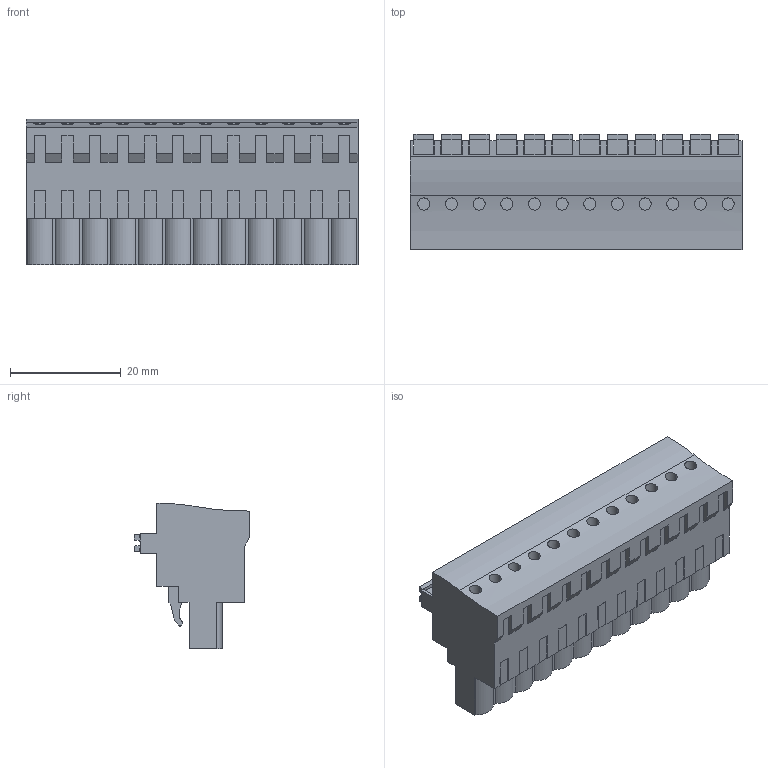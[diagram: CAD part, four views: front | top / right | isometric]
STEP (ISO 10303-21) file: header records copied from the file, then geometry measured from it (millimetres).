
FILE_DESCRIPTION(('CATIA V5 STEP Exchange','CAx-IF Rec.Pracs.--- Model Styling and Organization---1.2---2011-12-15'),'2;1');
FILE_NAME ('D1461069_0_1980270000_1980270000.stp','2017-09-23T15:04:59+00:00',('none'),('Weidmueller'),'CATIA Version 5-6 Release 2014','CATIA V5 STEP AP214','none');
FILE_SCHEMA(('AUTOMOTIVE_DESIGN { 1 0 10303 214 1 1 1 1 }'));
Length unit declared in the file: millimetre
Products named in the file (1): 1980270000
Bounding box: 60 x 20.79 x 26.24 mm (x, y, z)
Volume: 18155.9 mm3; surface area: 8207.9 mm2
Topology: 13 solids, 13 shells, 767 faces, 2194 edges, 1501 vertices
Faces by surface type: plane 615, cylinder 144, extrusion 8
Entity records: 23236 total; most frequent: CARTESIAN_POINT 4572, ORIENTED_EDGE 4388, DIRECTION 2951, EDGE_CURVE 2194, VECTOR 1857, LINE 1849, VERTEX_POINT 1501, EDGE_LOOP 815
